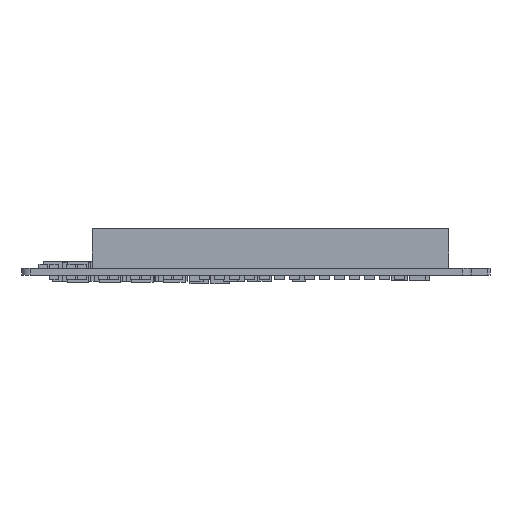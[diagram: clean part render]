
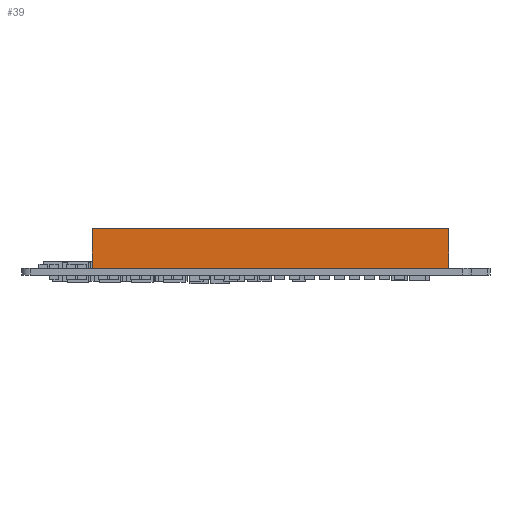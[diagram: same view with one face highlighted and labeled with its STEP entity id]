
A CAD part, left-side view. The second image highlights one B-rep face of the part: STEP entity #39.
In plain terms, the highlighted face is planar.
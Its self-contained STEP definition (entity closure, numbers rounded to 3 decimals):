
#39 = ADVANCED_FACE ( 'NONE', ( #26013 ), #24189, .F. ) ;
#1578 = LINE ( 'NONE', #31211, #15740 ) ;
#2273 = CARTESIAN_POINT ( 'NONE',  ( 42.367, -14.337, 9.5 ) ) ;
#2405 = CARTESIAN_POINT ( 'NONE',  ( -42.367, -14.337, 9.5 ) ) ;
#2436 = DIRECTION ( 'NONE',  ( 0., 0., 1. ) ) ;
#2650 = CARTESIAN_POINT ( 'NONE',  ( -42.367, -14.337, 9.5 ) ) ;
#2693 = LINE ( 'NONE', #11305, #14145 ) ;
#5045 = CARTESIAN_POINT ( 'NONE',  ( 42.367, -14.337, 9.5 ) ) ;
#5268 = DIRECTION ( 'NONE',  ( 0., 0., -1. ) ) ;
#6662 = LINE ( 'NONE', #2273, #29122 ) ;
#7616 = CARTESIAN_POINT ( 'NONE',  ( -42.367, -14.337, 0. ) ) ;
#8000 = DIRECTION ( 'NONE',  ( 0., 1., 0. ) ) ;
#9421 = VERTEX_POINT ( 'NONE', #26664 ) ;
#11305 = CARTESIAN_POINT ( 'NONE',  ( 42.367, -14.337, 9.5 ) ) ;
#11803 = VERTEX_POINT ( 'NONE', #7616 ) ;
#12179 = ORIENTED_EDGE ( 'NONE', *, *, #21873, .T. ) ;
#14145 = VECTOR ( 'NONE', #24967, 1000. ) ;
#15740 = VECTOR ( 'NONE', #17097, 1000. ) ;
#15972 = ORIENTED_EDGE ( 'NONE', *, *, #29105, .F. ) ;
#17097 = DIRECTION ( 'NONE',  ( 1., 0., 0. ) ) ;
#19189 = DIRECTION ( 'NONE',  ( 0., 0., -1. ) ) ;
#19281 = VECTOR ( 'NONE', #5268, 1000. ) ;
#19596 = VERTEX_POINT ( 'NONE', #23517 ) ;
#19881 = AXIS2_PLACEMENT_3D ( 'NONE', #5045, #8000, #2436 ) ;
#21873 = EDGE_CURVE ( 'NONE', #11803, #9421, #1578, .T. ) ;
#22107 = EDGE_CURVE ( 'NONE', #35513, #11803, #30233, .T. ) ;
#23517 = CARTESIAN_POINT ( 'NONE',  ( 42.367, -14.337, 9.5 ) ) ;
#23878 = EDGE_LOOP ( 'NONE', ( #12179, #15972, #24552, #33015 ) ) ;
#24189 = PLANE ( 'NONE',  #19881 ) ;
#24552 = ORIENTED_EDGE ( 'NONE', *, *, #29497, .F. ) ;
#24967 = DIRECTION ( 'NONE',  ( 1., 0., 0. ) ) ;
#26013 = FACE_OUTER_BOUND ( 'NONE', #23878, .T. ) ;
#26664 = CARTESIAN_POINT ( 'NONE',  ( 42.367, -14.337, 0. ) ) ;
#29105 = EDGE_CURVE ( 'NONE', #19596, #9421, #6662, .T. ) ;
#29122 = VECTOR ( 'NONE', #19189, 1000. ) ;
#29497 = EDGE_CURVE ( 'NONE', #35513, #19596, #2693, .T. ) ;
#30233 = LINE ( 'NONE', #2405, #19281 ) ;
#31211 = CARTESIAN_POINT ( 'NONE',  ( 42.367, -14.337, 0. ) ) ;
#33015 = ORIENTED_EDGE ( 'NONE', *, *, #22107, .T. ) ;
#35513 = VERTEX_POINT ( 'NONE', #2650 ) ;
